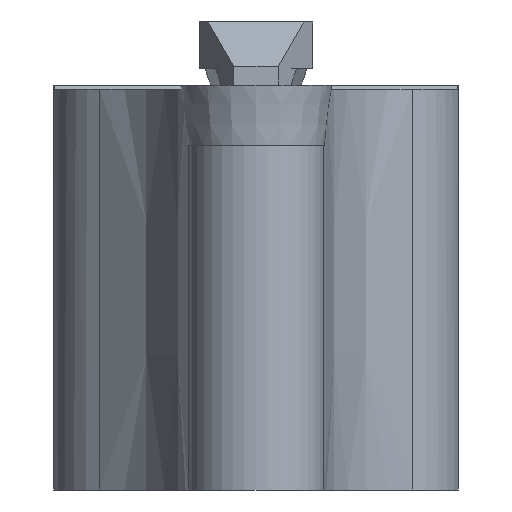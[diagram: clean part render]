
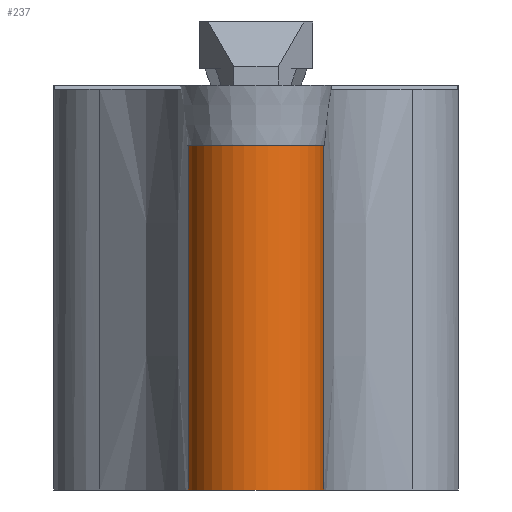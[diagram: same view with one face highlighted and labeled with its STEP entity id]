
A CAD part, left-side view. The second image highlights one B-rep face of the part: STEP entity #237.
In plain terms, the highlighted cylindrical face has radius 5.365 mm (diameter 10.731 mm), a partial arc.
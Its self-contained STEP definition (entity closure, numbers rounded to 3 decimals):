
#46=CYLINDRICAL_SURFACE('',#633,5.366);
#81=LINE('',#901,#127);
#83=LINE('',#920,#130);
#127=VECTOR('',#737,1.);
#130=VECTOR('',#742,1.);
#206=FACE_OUTER_BOUND('',#276,.T.);
#237=ADVANCED_FACE('',(#206),#46,.T.);
#276=EDGE_LOOP('',(#371,#372,#373,#374));
#371=ORIENTED_EDGE('',*,*,#550,.F.);
#372=ORIENTED_EDGE('',*,*,#551,.T.);
#373=ORIENTED_EDGE('',*,*,#552,.F.);
#374=ORIENTED_EDGE('',*,*,#546,.F.);
#480=VERTEX_POINT('',#900);
#481=VERTEX_POINT('',#902);
#484=VERTEX_POINT('',#919);
#485=VERTEX_POINT('',#921);
#546=EDGE_CURVE('',#480,#481,#81,.T.);
#550=EDGE_CURVE('',#484,#480,#594,.T.);
#551=EDGE_CURVE('',#484,#485,#83,.T.);
#552=EDGE_CURVE('',#481,#485,#595,.T.);
#594=CIRCLE('',#631,5.366);
#595=CIRCLE('',#632,5.366);
#631=AXIS2_PLACEMENT_3D('',#918,#740,#741);
#632=AXIS2_PLACEMENT_3D('',#922,#743,#744);
#633=AXIS2_PLACEMENT_3D('',#923,#745,#746);
#737=DIRECTION('',(0.,0.,-1.));
#740=DIRECTION('',(0.,0.,1.));
#741=DIRECTION('',(1.,0.,0.));
#742=DIRECTION('',(0.,0.,-1.));
#743=DIRECTION('',(0.,0.,-1.));
#744=DIRECTION('',(1.,0.,0.));
#745=DIRECTION('',(0.,0.,1.));
#746=DIRECTION('',(1.,0.,0.));
#900=CARTESIAN_POINT('',(6.,-5.366,-4.76));
#901=CARTESIAN_POINT('',(6.,-5.366,-35.));
#902=CARTESIAN_POINT('',(6.,-5.366,-32.));
#918=CARTESIAN_POINT('',(6.,0.,-4.76));
#919=CARTESIAN_POINT('',(6.,5.366,-4.76));
#920=CARTESIAN_POINT('',(6.,5.366,-35.));
#921=CARTESIAN_POINT('',(6.,5.366,-32.));
#922=CARTESIAN_POINT('',(6.,0.,-32.));
#923=CARTESIAN_POINT('',(6.,0.,-35.));
